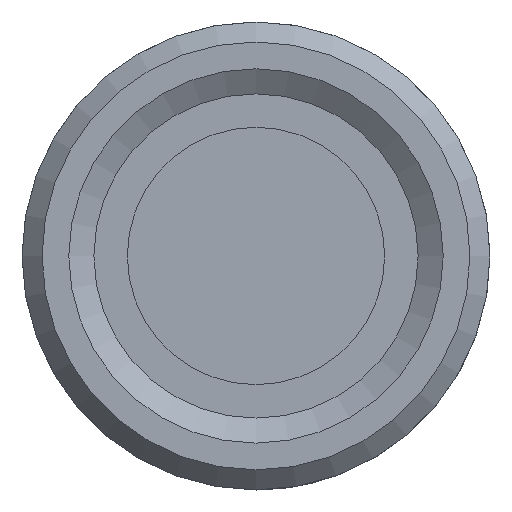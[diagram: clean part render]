
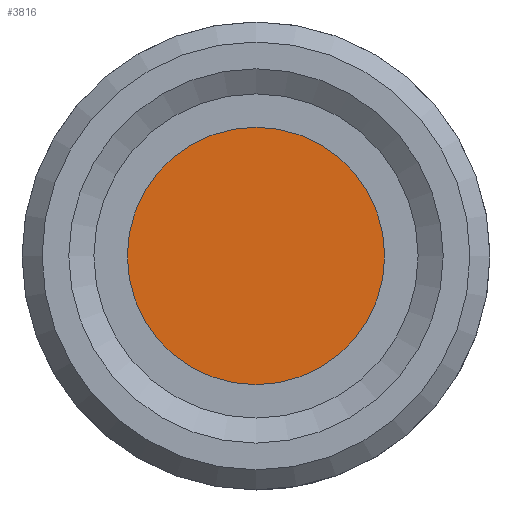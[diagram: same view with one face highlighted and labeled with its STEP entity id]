
A CAD part, top view. The second image highlights one B-rep face of the part: STEP entity #3816.
In plain terms, the highlighted planar face has unit normal (0, 0, 1).
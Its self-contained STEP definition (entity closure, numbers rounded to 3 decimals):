
#103=PLANE('',#4158);
#304=FACE_OUTER_BOUND('',#521,.T.);
#521=EDGE_LOOP('',(#2915,#2916));
#1584=CIRCLE('',#4159,7.7);
#1585=CIRCLE('',#4160,7.7);
#1747=VERTEX_POINT('',#6488);
#1748=VERTEX_POINT('',#6489);
#2178=EDGE_CURVE('',#1747,#1748,#1584,.T.);
#2179=EDGE_CURVE('',#1748,#1747,#1585,.T.);
#2915=ORIENTED_EDGE('',*,*,#2178,.F.);
#2916=ORIENTED_EDGE('',*,*,#2179,.F.);
#3816=ADVANCED_FACE('',(#304),#103,.T.);
#4158=AXIS2_PLACEMENT_3D('',#6487,#4731,#4732);
#4159=AXIS2_PLACEMENT_3D('',#6490,#4733,#4734);
#4160=AXIS2_PLACEMENT_3D('',#6491,#4735,#4736);
#4731=DIRECTION('center_axis',(0.,0.,
1.));
#4732=DIRECTION('ref_axis',(-1.,0.,0.));
#4733=DIRECTION('center_axis',(0.,0.,
-1.));
#4734=DIRECTION('ref_axis',(0.,1.,0.));
#4735=DIRECTION('center_axis',(0.,0.,
-1.));
#4736=DIRECTION('ref_axis',(0.,1.,0.));
#6487=CARTESIAN_POINT('Origin',(-3.275,8.823,-155.288));
#6488=CARTESIAN_POINT('',(-3.275,12.673,-155.288));
#6489=CARTESIAN_POINT('',(-3.275,-2.727,-155.288));
#6490=CARTESIAN_POINT('Origin',(-3.275,4.973,-155.288));
#6491=CARTESIAN_POINT('Origin',(-3.275,4.973,-155.288));
